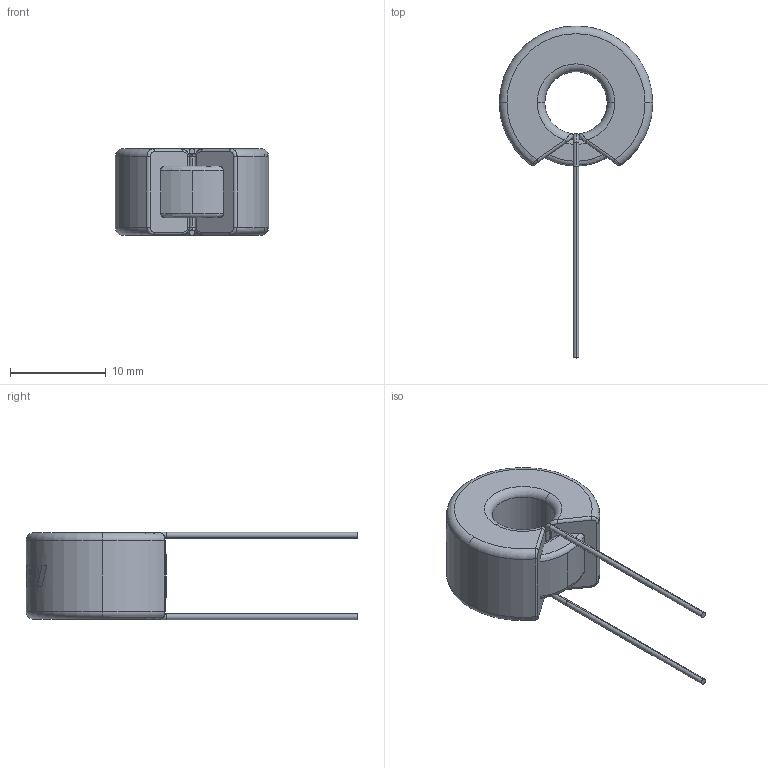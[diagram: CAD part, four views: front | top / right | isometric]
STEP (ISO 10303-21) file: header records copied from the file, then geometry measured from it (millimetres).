
FILE_DESCRIPTION (( 'STEP AP214' ), '1' );
FILE_NAME ('SN8S-500.STEP', '2019-01-29T07:39:17', ( '' ), ( '' ), 'SwSTEP 2.0', 'SolidWorks 2018', '' );
FILE_SCHEMA (( 'AUTOMOTIVE_DESIGN' ));
Length unit declared in the file: millimetre
Products named in the file (1): SN8S-500
Bounding box: 16 x 34.6 x 9.1 mm (x, y, z)
Volume: 1361.1 mm3; surface area: 998.2 mm2
Topology: 1 solids, 1 shells, 77 faces, 229 edges, 155 vertices
Faces by surface type: cylinder 37, torus 20, plane 12, bspline 8
Entity records: 3901 total; most frequent: CARTESIAN_POINT 1027, ORIENTED_EDGE 458, DIRECTION 390, EDGE_CURVE 229, AXIS2_PLACEMENT_3D 168, VERTEX_POINT 155, CIRCLE 98, UNCERTAINTY_MEASURE_WITH_UNIT 80
